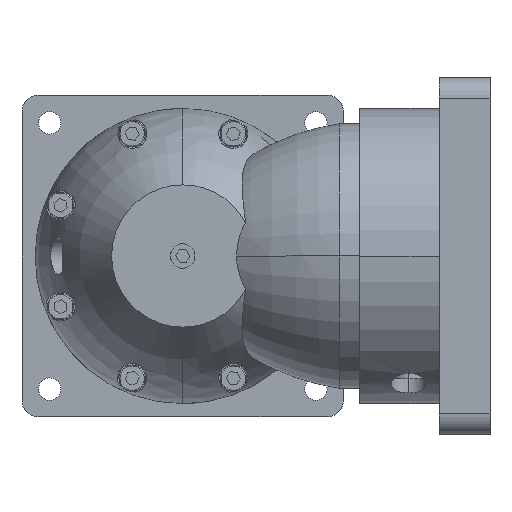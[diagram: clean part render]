
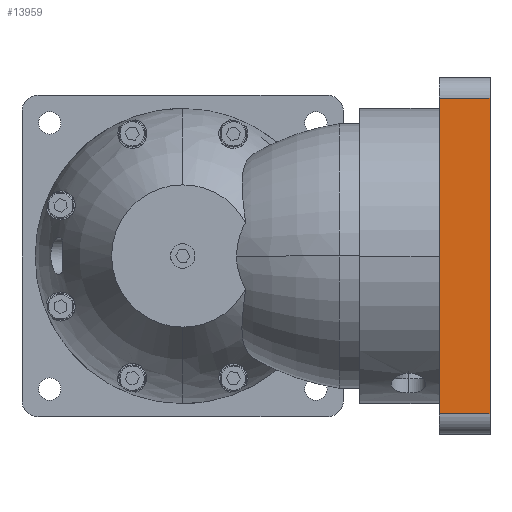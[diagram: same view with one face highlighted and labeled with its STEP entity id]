
A CAD part, left-side view. The second image highlights one B-rep face of the part: STEP entity #13959.
In plain terms, the highlighted planar face has unit normal (-1, 0, 0).
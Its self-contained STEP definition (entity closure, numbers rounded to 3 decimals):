
#129 = VECTOR ( 'NONE', #5986, 1000. ) ;
#636 = FACE_OUTER_BOUND ( 'NONE', #1397, .T. ) ;
#981 = PLANE ( 'NONE',  #1287 ) ;
#1287 = AXIS2_PLACEMENT_3D ( 'NONE', #11332, #3449, #16552 ) ;
#1397 = EDGE_LOOP ( 'NONE', ( #6554, #8426, #8061, #5320 ) ) ;
#1564 = LINE ( 'NONE', #9692, #5452 ) ;
#2600 = EDGE_CURVE ( 'NONE', #16080, #14196, #16494, .T. ) ;
#3449 = DIRECTION ( 'NONE',  ( 1., 0., 0. ) ) ;
#3560 = DIRECTION ( 'NONE',  ( 0., 0., -1. ) ) ;
#4317 = VERTEX_POINT ( 'NONE', #5153 ) ;
#5153 = CARTESIAN_POINT ( 'NONE',  ( -87.5, -126., 77.5 ) ) ;
#5173 = CARTESIAN_POINT ( 'NONE',  ( -87.5, -151., 77.5 ) ) ;
#5320 = ORIENTED_EDGE ( 'NONE', *, *, #10110, .T. ) ;
#5452 = VECTOR ( 'NONE', #8134, 1000. ) ;
#5801 = CARTESIAN_POINT ( 'NONE',  ( -87.5, -151., -77.5 ) ) ;
#5986 = DIRECTION ( 'NONE',  ( 0., 1., 0. ) ) ;
#6254 = EDGE_CURVE ( 'NONE', #4317, #14636, #8048, .T. ) ;
#6327 = CARTESIAN_POINT ( 'NONE',  ( -87.5, -151., -77.5 ) ) ;
#6554 = ORIENTED_EDGE ( 'NONE', *, *, #6254, .T. ) ;
#6853 = CARTESIAN_POINT ( 'NONE',  ( -87.5, -126., 77.5 ) ) ;
#8048 = LINE ( 'NONE', #6853, #12944 ) ;
#8061 = ORIENTED_EDGE ( 'NONE', *, *, #2600, .F. ) ;
#8134 = DIRECTION ( 'NONE',  ( 0., 1., 0. ) ) ;
#8426 = ORIENTED_EDGE ( 'NONE', *, *, #12988, .F. ) ;
#8804 = LINE ( 'NONE', #6327, #129 ) ;
#9692 = CARTESIAN_POINT ( 'NONE',  ( -87.5, -151., 77.5 ) ) ;
#10110 = EDGE_CURVE ( 'NONE', #16080, #4317, #1564, .T. ) ;
#11332 = CARTESIAN_POINT ( 'NONE',  ( -87.5, -151., 77.5 ) ) ;
#11673 = VECTOR ( 'NONE', #3560, 1000. ) ;
#12091 = DIRECTION ( 'NONE',  ( 0., 0., -1. ) ) ;
#12944 = VECTOR ( 'NONE', #12091, 1000. ) ;
#12966 = CARTESIAN_POINT ( 'NONE',  ( -87.5, -151., 77.5 ) ) ;
#12988 = EDGE_CURVE ( 'NONE', #14196, #14636, #8804, .T. ) ;
#13404 = CARTESIAN_POINT ( 'NONE',  ( -87.5, -126., -77.5 ) ) ;
#13959 = ADVANCED_FACE ( 'NONE', ( #636 ), #981, .F. ) ;
#14196 = VERTEX_POINT ( 'NONE', #5801 ) ;
#14636 = VERTEX_POINT ( 'NONE', #13404 ) ;
#16080 = VERTEX_POINT ( 'NONE', #5173 ) ;
#16494 = LINE ( 'NONE', #12966, #11673 ) ;
#16552 = DIRECTION ( 'NONE',  ( 0., 1., 0. ) ) ;
